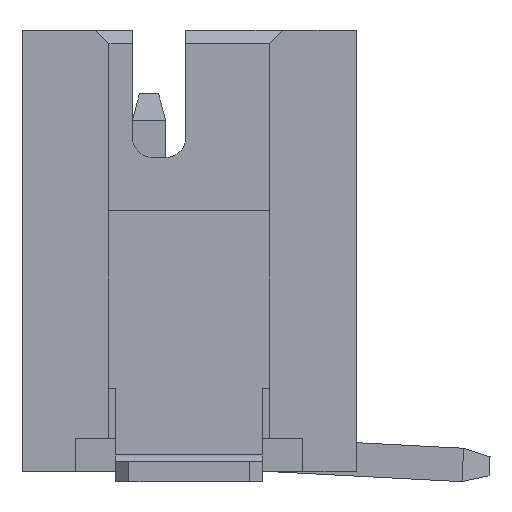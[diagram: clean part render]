
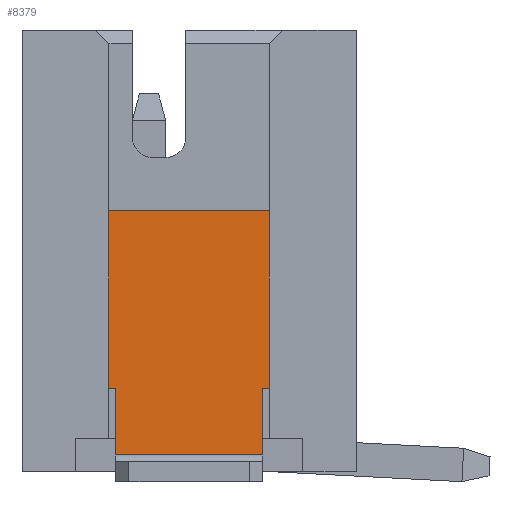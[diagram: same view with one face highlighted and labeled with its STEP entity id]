
A CAD part, left-side view. The second image highlights one B-rep face of the part: STEP entity #8379.
In plain terms, the highlighted face is planar.
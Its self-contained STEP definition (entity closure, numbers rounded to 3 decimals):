
#8160 = VERTEX_POINT('',#8161);
#8161 = CARTESIAN_POINT('',(5.35,4.05,-0.55));
#8167 = EDGE_CURVE('',#8160,#8168,#8170,.T.);
#8168 = VERTEX_POINT('',#8169);
#8169 = CARTESIAN_POINT('',(5.35,4.05,-3.95));
#8170 = LINE('',#8171,#8172);
#8171 = CARTESIAN_POINT('',(5.35,4.05,-2.25));
#8172 = VECTOR('',#8173,1.);
#8173 = DIRECTION('',(0.,0.,-1.));
#8197 = EDGE_CURVE('',#8198,#8200,#8202,.T.);
#8198 = VERTEX_POINT('',#8199);
#8199 = CARTESIAN_POINT('',(5.35,1.4,-3.35));
#8200 = VERTEX_POINT('',#8201);
#8201 = CARTESIAN_POINT('',(5.35,1.4,-3.75));
#8202 = LINE('',#8203,#8204);
#8203 = CARTESIAN_POINT('',(5.35,1.4,-3.75));
#8204 = VECTOR('',#8205,1.);
#8205 = DIRECTION('',(0.,0.,-1.));
#8237 = EDGE_CURVE('',#8200,#8238,#8240,.T.);
#8238 = VERTEX_POINT('',#8239);
#8239 = CARTESIAN_POINT('',(5.35,1.6,-3.95));
#8240 = LINE('',#8241,#8242);
#8241 = CARTESIAN_POINT('',(5.35,1.6,-3.95));
#8242 = VECTOR('',#8243,1.);
#8243 = DIRECTION('',(0.,0.707,-0.707)
  );
#8269 = EDGE_CURVE('',#8238,#8168,#8270,.T.);
#8270 = LINE('',#8271,#8272);
#8271 = CARTESIAN_POINT('',(5.35,6.55,-3.95));
#8272 = VECTOR('',#8273,1.);
#8273 = DIRECTION('',(0.,1.,0.));
#8300 = VERTEX_POINT('',#8301);
#8301 = CARTESIAN_POINT('',(5.35,1.6,-0.55));
#8307 = EDGE_CURVE('',#8160,#8300,#8308,.T.);
#8308 = LINE('',#8309,#8310);
#8309 = CARTESIAN_POINT('',(5.35,6.55,-0.55));
#8310 = VECTOR('',#8311,1.);
#8311 = DIRECTION('',(0.,-1.,0.));
#8321 = EDGE_CURVE('',#8300,#8322,#8324,.T.);
#8322 = VERTEX_POINT('',#8323);
#8323 = CARTESIAN_POINT('',(5.35,1.4,-0.75));
#8324 = LINE('',#8325,#8326);
#8325 = CARTESIAN_POINT('',(5.35,1.6,-0.55));
#8326 = VECTOR('',#8327,1.);
#8327 = DIRECTION('',(0.,-0.707,-0.707
    ));
#8352 = EDGE_CURVE('',#8322,#8353,#8355,.T.);
#8353 = VERTEX_POINT('',#8354);
#8354 = CARTESIAN_POINT('',(5.35,1.4,-1.15));
#8355 = LINE('',#8356,#8357);
#8356 = CARTESIAN_POINT('',(5.35,1.4,-0.75));
#8357 = VECTOR('',#8358,1.);
#8358 = DIRECTION('',(0.,0.,-1.));
#8379 = ADVANCED_FACE('',(#8380),#8411,.T.);
#8380 = FACE_BOUND('',#8381,.T.);
#8381 = EDGE_LOOP('',(#8382,#8383,#8384,#8385,#8386,#8394,#8402,#8408,
    #8409,#8410));
#8382 = ORIENTED_EDGE('',*,*,#8167,.F.);
#8383 = ORIENTED_EDGE('',*,*,#8307,.T.);
#8384 = ORIENTED_EDGE('',*,*,#8321,.T.);
#8385 = ORIENTED_EDGE('',*,*,#8352,.T.);
#8386 = ORIENTED_EDGE('',*,*,#8387,.F.);
#8387 = EDGE_CURVE('',#8388,#8353,#8390,.T.);
#8388 = VERTEX_POINT('',#8389);
#8389 = CARTESIAN_POINT('',(5.35,0.4,-1.15));
#8390 = LINE('',#8391,#8392);
#8391 = CARTESIAN_POINT('',(5.35,6.55,-1.15));
#8392 = VECTOR('',#8393,1.);
#8393 = DIRECTION('',(0.,1.,0.));
#8394 = ORIENTED_EDGE('',*,*,#8395,.F.);
#8395 = EDGE_CURVE('',#8396,#8388,#8398,.T.);
#8396 = VERTEX_POINT('',#8397);
#8397 = CARTESIAN_POINT('',(5.35,0.4,-3.35));
#8398 = LINE('',#8399,#8400);
#8399 = CARTESIAN_POINT('',(5.35,0.4,-3.35));
#8400 = VECTOR('',#8401,1.);
#8401 = DIRECTION('',(0.,0.,1.));
#8402 = ORIENTED_EDGE('',*,*,#8403,.F.);
#8403 = EDGE_CURVE('',#8198,#8396,#8404,.T.);
#8404 = LINE('',#8405,#8406);
#8405 = CARTESIAN_POINT('',(5.35,0.3,-3.35));
#8406 = VECTOR('',#8407,1.);
#8407 = DIRECTION('',(0.,-1.,0.));
#8408 = ORIENTED_EDGE('',*,*,#8197,.T.);
#8409 = ORIENTED_EDGE('',*,*,#8237,.T.);
#8410 = ORIENTED_EDGE('',*,*,#8269,.T.);
#8411 = PLANE('',#8412);
#8412 = AXIS2_PLACEMENT_3D('',#8413,#8414,#8415);
#8413 = CARTESIAN_POINT('',(5.35,0.15,-2.25));
#8414 = DIRECTION('',(1.,0.,0.));
#8415 = DIRECTION('',(0.,0.,1.));
